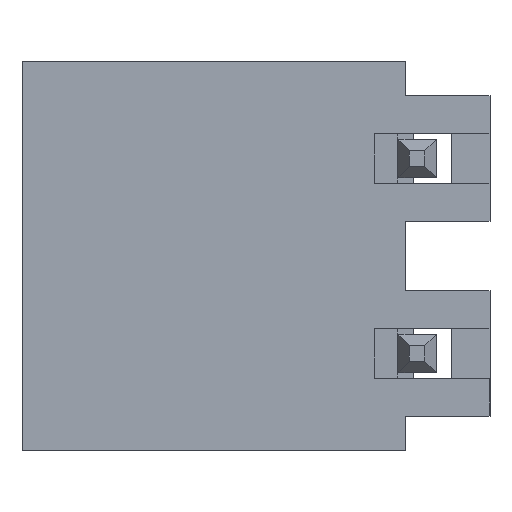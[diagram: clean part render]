
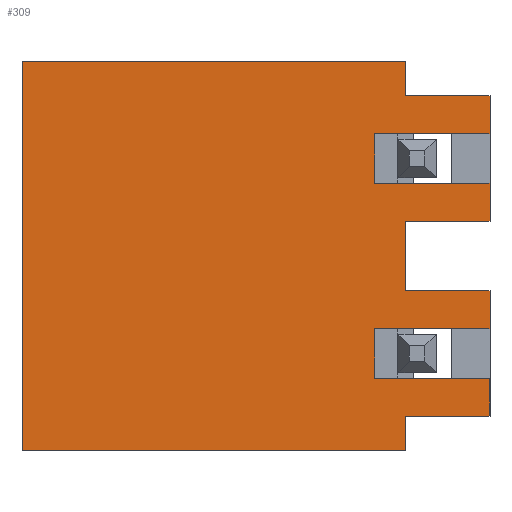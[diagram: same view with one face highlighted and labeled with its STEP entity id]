
A CAD part, front view. The second image highlights one B-rep face of the part: STEP entity #309.
In plain terms, the highlighted planar face has unit normal (0, -1, 0).
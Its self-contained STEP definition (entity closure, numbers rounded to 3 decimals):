
#309 = ADVANCED_FACE( '', ( #658 ), #659, .T. );
#658 = FACE_OUTER_BOUND( '', #1044, .T. );
#659 = PLANE( '', #1045 );
#1044 = EDGE_LOOP( '', ( #1892, #1893, #1894, #1895, #1896, #1897, #1898, #1899, #1900, #1901, #1902, #1903, #1904, #1905, #1906, #1907, #1908, #1909, #1910, #1911 ) );
#1045 = AXIS2_PLACEMENT_3D( '', #1912, #1913, #1914 );
#1892 = ORIENTED_EDGE( '', *, *, #2630, .T. );
#1893 = ORIENTED_EDGE( '', *, *, #2657, .T. );
#1894 = ORIENTED_EDGE( '', *, *, #2329, .T. );
#1895 = ORIENTED_EDGE( '', *, *, #2658, .F. );
#1896 = ORIENTED_EDGE( '', *, *, #2551, .T. );
#1897 = ORIENTED_EDGE( '', *, *, #2391, .F. );
#1898 = ORIENTED_EDGE( '', *, *, #2659, .F. );
#1899 = ORIENTED_EDGE( '', *, *, #2660, .T. );
#1900 = ORIENTED_EDGE( '', *, *, #2443, .F. );
#1901 = ORIENTED_EDGE( '', *, *, #2633, .F. );
#1902 = ORIENTED_EDGE( '', *, *, #2661, .F. );
#1903 = ORIENTED_EDGE( '', *, *, #2518, .T. );
#1904 = ORIENTED_EDGE( '', *, *, #2662, .T. );
#1905 = ORIENTED_EDGE( '', *, *, #2663, .F. );
#1906 = ORIENTED_EDGE( '', *, *, #2465, .F. );
#1907 = ORIENTED_EDGE( '', *, *, #2642, .T. );
#1908 = ORIENTED_EDGE( '', *, *, #2664, .F. );
#1909 = ORIENTED_EDGE( '', *, *, #2582, .F. );
#1910 = ORIENTED_EDGE( '', *, *, #2468, .F. );
#1911 = ORIENTED_EDGE( '', *, *, #2423, .T. );
#1912 = CARTESIAN_POINT( '', ( 194.225, 196.21, 40.64 ) );
#1913 = DIRECTION( '', ( 0., -1., 0. ) );
#1914 = DIRECTION( '', ( 0., 0., -1. ) );
#2329 = EDGE_CURVE( '', #2778, #2790, #2792, .T. );
#2391 = EDGE_CURVE( '', #2898, #2900, #2901, .T. );
#2423 = EDGE_CURVE( '', #2955, #2952, #2956, .T. );
#2443 = EDGE_CURVE( '', #2986, #2981, #2988, .T. );
#2465 = EDGE_CURVE( '', #3025, #3027, #3028, .T. );
#2468 = EDGE_CURVE( '', #2955, #3032, #3033, .T. );
#2518 = EDGE_CURVE( '', #3116, #3113, #3117, .T. );
#2551 = EDGE_CURVE( '', #3159, #2900, #3162, .T. );
#2582 = EDGE_CURVE( '', #3032, #3204, #3205, .T. );
#2630 = EDGE_CURVE( '', #2952, #3263, #3265, .T. );
#2633 = EDGE_CURVE( '', #3267, #2986, #3269, .T. );
#2642 = EDGE_CURVE( '', #3025, #3277, #3279, .T. );
#2657 = EDGE_CURVE( '', #3263, #2778, #3294, .T. );
#2658 = EDGE_CURVE( '', #3159, #2790, #3295, .T. );
#2659 = EDGE_CURVE( '', #3296, #2898, #3297, .T. );
#2660 = EDGE_CURVE( '', #3296, #2981, #3298, .T. );
#2661 = EDGE_CURVE( '', #3116, #3267, #3299, .T. );
#2662 = EDGE_CURVE( '', #3113, #3300, #3301, .T. );
#2663 = EDGE_CURVE( '', #3027, #3300, #3302, .T. );
#2664 = EDGE_CURVE( '', #3204, #3277, #3303, .T. );
#2778 = VERTEX_POINT( '', #3438 );
#2790 = VERTEX_POINT( '', #3454 );
#2792 = LINE( '', #3457, #3458 );
#2898 = VERTEX_POINT( '', #3612 );
#2900 = VERTEX_POINT( '', #3615 );
#2901 = LINE( '', #3616, #3617 );
#2952 = VERTEX_POINT( '', #3691 );
#2955 = VERTEX_POINT( '', #3695 );
#2956 = LINE( '', #3696, #3697 );
#2981 = VERTEX_POINT( '', #3734 );
#2986 = VERTEX_POINT( '', #3741 );
#2988 = LINE( '', #3744, #3745 );
#3025 = VERTEX_POINT( '', #3799 );
#3027 = VERTEX_POINT( '', #3802 );
#3028 = LINE( '', #3803, #3804 );
#3032 = VERTEX_POINT( '', #3810 );
#3033 = LINE( '', #3811, #3812 );
#3113 = VERTEX_POINT( '', #3928 );
#3116 = VERTEX_POINT( '', #3932 );
#3117 = LINE( '', #3933, #3934 );
#3159 = VERTEX_POINT( '', #3995 );
#3162 = LINE( '', #4000, #4001 );
#3204 = VERTEX_POINT( '', #4065 );
#3205 = LINE( '', #4066, #4067 );
#3263 = VERTEX_POINT( '', #4157 );
#3265 = LINE( '', #4160, #4161 );
#3267 = VERTEX_POINT( '', #4163 );
#3269 = LINE( '', #4166, #4167 );
#3277 = VERTEX_POINT( '', #4179 );
#3279 = LINE( '', #4182, #4183 );
#3294 = LINE( '', #4204, #4205 );
#3295 = LINE( '', #4206, #4207 );
#3296 = VERTEX_POINT( '', #4208 );
#3297 = LINE( '', #4209, #4210 );
#3298 = LINE( '', #4211, #4212 );
#3299 = LINE( '', #4213, #4214 );
#3300 = VERTEX_POINT( '', #4215 );
#3301 = LINE( '', #4216, #4217 );
#3302 = LINE( '', #4218, #4219 );
#3303 = LINE( '', #4220, #4221 );
#3438 = CARTESIAN_POINT( '', ( 194.225, 196.21, 60.96 ) );
#3454 = CARTESIAN_POINT( '', ( 194.225, 196.21, 50.8 ) );
#3457 = CARTESIAN_POINT( '', ( 194.225, 196.21, 40.64 ) );
#3458 = VECTOR( '', #4382, 1000. );
#3612 = CARTESIAN_POINT( '', ( 206.425, 196.21, 51.7 ) );
#3615 = CARTESIAN_POINT( '', ( 204.225, 196.21, 51.7 ) );
#3616 = CARTESIAN_POINT( '', ( 194.225, 196.21, 51.7 ) );
#3617 = VECTOR( '', #4435, 1000. );
#3691 = CARTESIAN_POINT( '', ( 204.225, 196.21, 60.06 ) );
#3695 = CARTESIAN_POINT( '', ( 206.425, 196.21, 60.06 ) );
#3696 = CARTESIAN_POINT( '', ( 194.225, 196.21, 60.06 ) );
#3697 = VECTOR( '', #4463, 1000. );
#3734 = CARTESIAN_POINT( '', ( 203.425, 196.21, 52.69 ) );
#3741 = CARTESIAN_POINT( '', ( 203.425, 196.21, 53.99 ) );
#3744 = CARTESIAN_POINT( '', ( 203.425, 196.21, 52.69 ) );
#3745 = VECTOR( '', #4479, 1000. );
#3799 = CARTESIAN_POINT( '', ( 206.425, 196.21, 57.77 ) );
#3802 = CARTESIAN_POINT( '', ( 206.425, 196.21, 56.78 ) );
#3803 = CARTESIAN_POINT( '', ( 206.425, 196.21, 60.96 ) );
#3804 = VECTOR( '', #4498, 1000. );
#3810 = CARTESIAN_POINT( '', ( 206.425, 196.21, 59.07 ) );
#3811 = CARTESIAN_POINT( '', ( 206.425, 196.21, 60.96 ) );
#3812 = VECTOR( '', #4501, 1000. );
#3928 = CARTESIAN_POINT( '', ( 204.225, 196.21, 54.98 ) );
#3932 = CARTESIAN_POINT( '', ( 206.425, 196.21, 54.98 ) );
#3933 = CARTESIAN_POINT( '', ( 194.225, 196.21, 54.98 ) );
#3934 = VECTOR( '', #4551, 1000. );
#3995 = CARTESIAN_POINT( '', ( 204.225, 196.21, 50.8 ) );
#4000 = CARTESIAN_POINT( '', ( 204.225, 196.21, 50.8 ) );
#4001 = VECTOR( '', #4579, 1000. );
#4065 = CARTESIAN_POINT( '', ( 203.425, 196.21, 59.07 ) );
#4066 = CARTESIAN_POINT( '', ( 194.225, 196.21, 59.07 ) );
#4067 = VECTOR( '', #4602, 1000. );
#4157 = CARTESIAN_POINT( '', ( 204.225, 196.21, 60.96 ) );
#4160 = CARTESIAN_POINT( '', ( 204.225, 196.21, 60.96 ) );
#4161 = VECTOR( '', #4636, 1000. );
#4163 = CARTESIAN_POINT( '', ( 206.425, 196.21, 53.99 ) );
#4166 = CARTESIAN_POINT( '', ( 194.225, 196.21, 53.99 ) );
#4167 = VECTOR( '', #4638, 1000. );
#4179 = CARTESIAN_POINT( '', ( 203.425, 196.21, 57.77 ) );
#4182 = CARTESIAN_POINT( '', ( 194.225, 196.21, 57.77 ) );
#4183 = VECTOR( '', #4644, 1000. );
#4204 = CARTESIAN_POINT( '', ( 194.225, 196.21, 60.96 ) );
#4205 = VECTOR( '', #4651, 1000. );
#4206 = CARTESIAN_POINT( '', ( 194.225, 196.21, 50.8 ) );
#4207 = VECTOR( '', #4652, 1000. );
#4208 = CARTESIAN_POINT( '', ( 206.425, 196.21, 52.69 ) );
#4209 = CARTESIAN_POINT( '', ( 206.425, 196.21, 55.88 ) );
#4210 = VECTOR( '', #4653, 1000. );
#4211 = CARTESIAN_POINT( '', ( 194.225, 196.21, 52.69 ) );
#4212 = VECTOR( '', #4654, 1000. );
#4213 = CARTESIAN_POINT( '', ( 206.425, 196.21, 55.88 ) );
#4214 = VECTOR( '', #4655, 1000. );
#4215 = CARTESIAN_POINT( '', ( 204.225, 196.21, 56.78 ) );
#4216 = CARTESIAN_POINT( '', ( 204.225, 196.21, 55.88 ) );
#4217 = VECTOR( '', #4656, 1000. );
#4218 = CARTESIAN_POINT( '', ( 194.225, 196.21, 56.78 ) );
#4219 = VECTOR( '', #4657, 1000. );
#4220 = CARTESIAN_POINT( '', ( 203.425, 196.21, 57.77 ) );
#4221 = VECTOR( '', #4658, 1000. );
#4382 = DIRECTION( '', ( 0., 0., -1. ) );
#4435 = DIRECTION( '', ( -1., 0., 0. ) );
#4463 = DIRECTION( '', ( -1., 0., 0. ) );
#4479 = DIRECTION( '', ( 0., 0., -1. ) );
#4498 = DIRECTION( '', ( 0., 0., -1. ) );
#4501 = DIRECTION( '', ( 0., 0., -1. ) );
#4551 = DIRECTION( '', ( -1., 0., 0. ) );
#4579 = DIRECTION( '', ( 0., 0., 1. ) );
#4602 = DIRECTION( '', ( -1., 0., 0. ) );
#4636 = DIRECTION( '', ( 0., 0., 1. ) );
#4638 = DIRECTION( '', ( -1., 0., 0. ) );
#4644 = DIRECTION( '', ( -1., 0., 0. ) );
#4651 = DIRECTION( '', ( -1., 0., 0. ) );
#4652 = DIRECTION( '', ( -1., 0., 0. ) );
#4653 = DIRECTION( '', ( 0., 0., -1. ) );
#4654 = DIRECTION( '', ( -1., 0., 0. ) );
#4655 = DIRECTION( '', ( 0., 0., -1. ) );
#4656 = DIRECTION( '', ( 0., 0., 1. ) );
#4657 = DIRECTION( '', ( -1., 0., 0. ) );
#4658 = DIRECTION( '', ( 0., 0., -1. ) );
